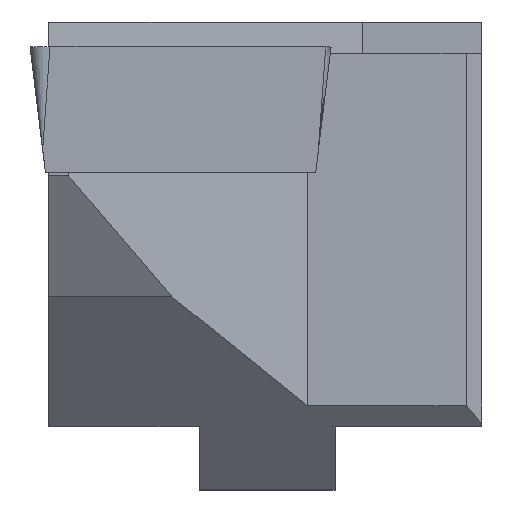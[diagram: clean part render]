
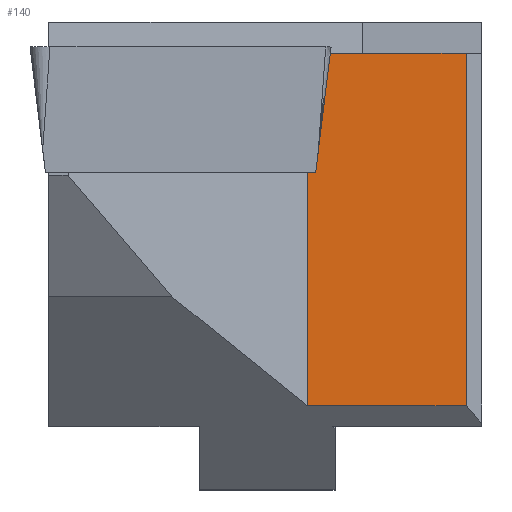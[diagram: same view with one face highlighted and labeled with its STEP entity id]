
A CAD part, top view. The second image highlights one B-rep face of the part: STEP entity #140.
In plain terms, the highlighted planar face has unit normal (0, 0, 1).
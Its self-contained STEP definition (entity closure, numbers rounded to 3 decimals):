
#140=ADVANCED_FACE('',(#236),#191,.T.);
#191=PLANE('',#1102);
#236=FACE_OUTER_BOUND('',#291,.T.);
#291=EDGE_LOOP('',(#469,#470,#471,#472,#473,#474,#475));
#469=ORIENTED_EDGE('',*,*,#730,.F.);
#470=ORIENTED_EDGE('',*,*,#781,.T.);
#471=ORIENTED_EDGE('',*,*,#782,.F.);
#472=ORIENTED_EDGE('',*,*,#783,.F.);
#473=ORIENTED_EDGE('',*,*,#784,.F.);
#474=ORIENTED_EDGE('',*,*,#779,.T.);
#475=ORIENTED_EDGE('',*,*,#785,.F.);
#630=VERTEX_POINT('',#1499);
#631=VERTEX_POINT('',#1501);
#663=VERTEX_POINT('',#1597);
#664=VERTEX_POINT('',#1599);
#665=VERTEX_POINT('',#1603);
#666=VERTEX_POINT('',#1605);
#667=VERTEX_POINT('',#1607);
#730=EDGE_CURVE('',#630,#631,#859,.T.);
#779=EDGE_CURVE('',#664,#663,#904,.T.);
#781=EDGE_CURVE('',#630,#665,#906,.T.);
#782=EDGE_CURVE('',#666,#665,#907,.T.);
#783=EDGE_CURVE('',#667,#666,#908,.T.);
#784=EDGE_CURVE('',#664,#667,#909,.T.);
#785=EDGE_CURVE('',#631,#663,#910,.T.);
#859=LINE('',#1500,#974);
#904=LINE('',#1598,#1019);
#906=LINE('',#1602,#1021);
#907=LINE('',#1604,#1022);
#908=LINE('',#1606,#1023);
#909=LINE('',#1608,#1024);
#910=LINE('',#1609,#1025);
#974=VECTOR('',#1214,1.);
#1019=VECTOR('',#1299,1.);
#1021=VECTOR('',#1303,1.);
#1022=VECTOR('',#1304,1.);
#1023=VECTOR('',#1305,1.);
#1024=VECTOR('',#1306,1.);
#1025=VECTOR('',#1307,1.);
#1102=AXIS2_PLACEMENT_3D('',#1610,#1308,#1309);
#1214=DIRECTION('',(1.,0.,0.));
#1299=DIRECTION('',(-0.122,-0.993,0.));
#1303=DIRECTION('',(0.,-1.,0.));
#1304=DIRECTION('',(-1.,0.,0.));
#1305=DIRECTION('',(0.,-1.,0.));
#1306=DIRECTION('',(1.,0.,0.));
#1307=DIRECTION('',(1.,0.,0.));
#1308=DIRECTION('',(0.,0.,1.));
#1309=DIRECTION('',(1.,0.,0.));
#1499=CARTESIAN_POINT('',(-2.526,4.03,15.));
#1500=CARTESIAN_POINT('',(-2.526,4.03,15.));
#1501=CARTESIAN_POINT('',(-2.341,4.03,15.));
#1597=CARTESIAN_POINT('',(-2.262,4.03,15.));
#1598=CARTESIAN_POINT('',(-1.8,7.8,15.));
#1599=CARTESIAN_POINT('',(-1.8,7.8,15.));
#1602=CARTESIAN_POINT('',(-2.526,-0.617,15.));
#1603=CARTESIAN_POINT('',(-2.526,-3.354,15.));
#1604=CARTESIAN_POINT('',(2.5,-3.354,15.));
#1605=CARTESIAN_POINT('',(2.5,-3.354,15.));
#1606=CARTESIAN_POINT('',(2.5,-0.714,15.));
#1607=CARTESIAN_POINT('',(2.5,7.8,15.));
#1608=CARTESIAN_POINT('',(-1.8,7.8,15.));
#1609=CARTESIAN_POINT('',(-10.9,4.03,15.));
#1610=CARTESIAN_POINT('',(-2.7,8.,15.));
